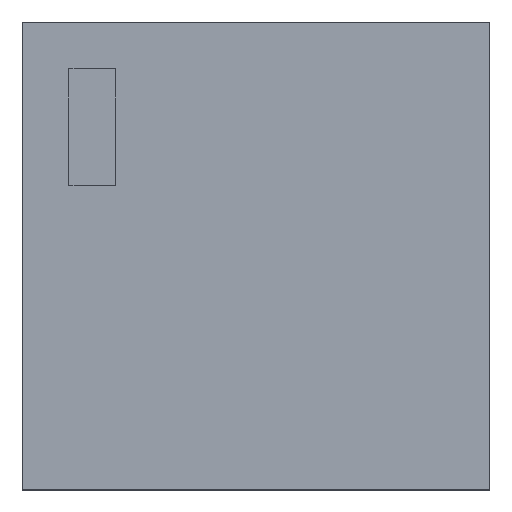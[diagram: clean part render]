
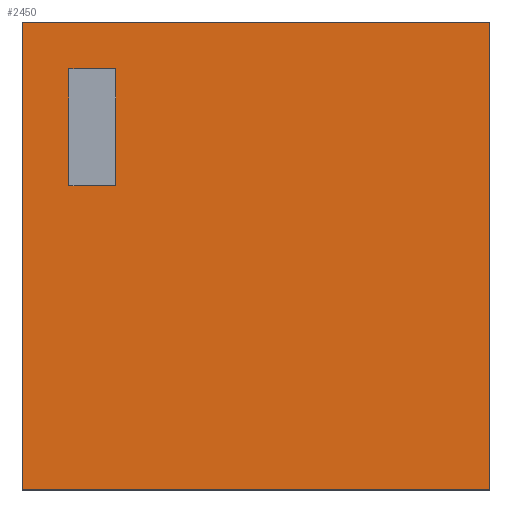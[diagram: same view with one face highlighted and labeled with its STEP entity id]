
A CAD part, top view. The second image highlights one B-rep face of the part: STEP entity #2450.
In plain terms, the highlighted planar face has unit normal (0, 0, 1).
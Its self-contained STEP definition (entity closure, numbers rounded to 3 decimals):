
#1379=CARTESIAN_POINT('',(-0.8,0.8,0.8));
#1380=VERTEX_POINT('',#1379);
#1387=CARTESIAN_POINT('',(-0.8,0.3,0.8));
#1388=VERTEX_POINT('',#1387);
#1389=CARTESIAN_POINT('',(-0.8,0.3,0.8));
#1390=DIRECTION('',(0.0,1.0,0.0));
#1391=VECTOR('',#1390,0.5);
#1392=LINE('',#1389,#1391);
#1393=EDGE_CURVE('',#1388,#1380,#1392,.T.);
#1418=CARTESIAN_POINT('',(-0.6,0.3,0.8));
#1419=VERTEX_POINT('',#1418);
#1420=CARTESIAN_POINT('',(-0.6,0.3,0.8));
#1421=DIRECTION('',(-1.0,0.0,0.0));
#1422=VECTOR('',#1421,0.2);
#1423=LINE('',#1420,#1422);
#1424=EDGE_CURVE('',#1419,#1388,#1423,.T.);
#1449=CARTESIAN_POINT('',(-0.6,0.8,0.8));
#1450=VERTEX_POINT('',#1449);
#1451=CARTESIAN_POINT('',(-0.6,0.8,0.8));
#1452=DIRECTION('',(0.0,-1.0,0.0));
#1453=VECTOR('',#1452,0.5);
#1454=LINE('',#1451,#1453);
#1455=EDGE_CURVE('',#1450,#1419,#1454,.T.);
#1478=CARTESIAN_POINT('',(-0.8,0.8,0.8));
#1479=DIRECTION('',(1.0,0.0,0.0));
#1480=VECTOR('',#1479,0.2);
#1481=LINE('',#1478,#1480);
#1482=EDGE_CURVE('',#1380,#1450,#1481,.T.);
#2314=CARTESIAN_POINT('',(-1.0,-1.0,0.8));
#2315=VERTEX_POINT('',#2314);
#2322=CARTESIAN_POINT('',(-1.0,1.0,0.8));
#2323=VERTEX_POINT('',#2322);
#2324=CARTESIAN_POINT('',(-1.0,1.0,0.8));
#2325=DIRECTION('',(0.0,-1.0,0.0));
#2326=VECTOR('',#2325,2.0);
#2327=LINE('',#2324,#2326);
#2328=EDGE_CURVE('',#2323,#2315,#2327,.T.);
#2372=CARTESIAN_POINT('',(1.0,1.0,0.8));
#2373=VERTEX_POINT('',#2372);
#2380=CARTESIAN_POINT('',(1.0,-1.0,0.8));
#2381=VERTEX_POINT('',#2380);
#2382=CARTESIAN_POINT('',(1.0,-1.0,0.8));
#2383=DIRECTION('',(0.0,1.0,0.0));
#2384=VECTOR('',#2383,2.0);
#2385=LINE('',#2382,#2384);
#2386=EDGE_CURVE('',#2381,#2373,#2385,.T.);
#2423=CARTESIAN_POINT('',(0.0,0.0,0.8));
#2424=DIRECTION('',(0.0,0.0,1.0));
#2425=DIRECTION('',(0.0,-1.0,0.0));
#2426=AXIS2_PLACEMENT_3D('',#2423,#2424,#2425);
#2427=PLANE('',#2426);
#2428=CARTESIAN_POINT('',(-1.0,-1.0,0.8));
#2429=DIRECTION('',(1.0,0.0,0.0));
#2430=VECTOR('',#2429,2.0);
#2431=LINE('',#2428,#2430);
#2432=EDGE_CURVE('',#2315,#2381,#2431,.T.);
#2433=ORIENTED_EDGE('',*,*,#2432,.T.);
#2434=ORIENTED_EDGE('',*,*,#2386,.T.);
#2435=CARTESIAN_POINT('',(1.0,1.0,0.8));
#2436=DIRECTION('',(-1.0,0.0,0.0));
#2437=VECTOR('',#2436,2.0);
#2438=LINE('',#2435,#2437);
#2439=EDGE_CURVE('',#2373,#2323,#2438,.T.);
#2440=ORIENTED_EDGE('',*,*,#2439,.T.);
#2441=ORIENTED_EDGE('',*,*,#2328,.T.);
#2442=EDGE_LOOP('',(#2433,#2434,#2440,#2441));
#2443=FACE_OUTER_BOUND('',#2442,.T.);
#2444=ORIENTED_EDGE('',*,*,#1393,.T.);
#2445=ORIENTED_EDGE('',*,*,#1482,.T.);
#2446=ORIENTED_EDGE('',*,*,#1455,.T.);
#2447=ORIENTED_EDGE('',*,*,#1424,.T.);
#2448=EDGE_LOOP('',(#2444,#2445,#2446,#2447));
#2449=FACE_BOUND('',#2448,.T.);
#2450=ADVANCED_FACE('',(#2443,#2449),#2427,.T.);
